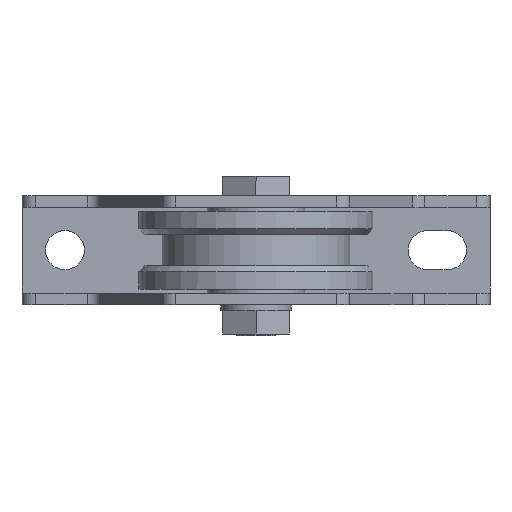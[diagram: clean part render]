
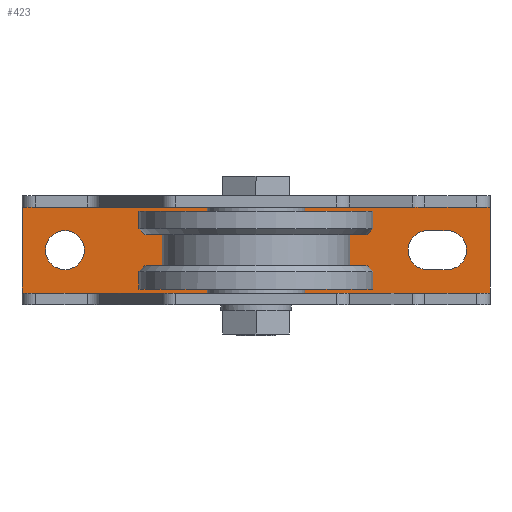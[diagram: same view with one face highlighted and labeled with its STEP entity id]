
A CAD part, front view. The second image highlights one B-rep face of the part: STEP entity #423.
In plain terms, the highlighted planar face has unit normal (0, -1, 0).
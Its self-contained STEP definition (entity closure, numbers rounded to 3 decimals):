
#64 = VERTEX_POINT ( 'NONE', #1023 ) ;
#70 = VERTEX_POINT ( 'NONE', #1014 ) ;
#72 = EDGE_CURVE ( 'NONE', #64, #70, #1013, .T. ) ;
#158 = ORIENTED_EDGE ( 'NONE', *, *, #486, .T. ) ;
#227 = VERTEX_POINT ( 'NONE', #1288 ) ;
#256 = EDGE_CURVE ( 'NONE', #227, #257, #1361, .T. ) ;
#257 = VERTEX_POINT ( 'NONE', #1356 ) ;
#293 = EDGE_CURVE ( 'NONE', #64, #294, #1417, .T. ) ;
#294 = VERTEX_POINT ( 'NONE', #1474 ) ;
#331 = VERTEX_POINT ( 'NONE', #1533 ) ;
#348 = EDGE_CURVE ( 'NONE', #70, #331, #1570, .T. ) ;
#405 = EDGE_LOOP ( 'NONE', ( #406, #407, #409, #410 ) ) ;
#406 = ORIENTED_EDGE ( 'NONE', *, *, #348, .T. ) ;
#407 = ORIENTED_EDGE ( 'NONE', *, *, #408, .F. ) ;
#408 = EDGE_CURVE ( 'NONE', #294, #331, #1634, .T. ) ;
#409 = ORIENTED_EDGE ( 'NONE', *, *, #293, .F. ) ;
#410 = ORIENTED_EDGE ( 'NONE', *, *, #72, .T. ) ;
#416 = ORIENTED_EDGE ( 'NONE', *, *, #417, .T. ) ;
#417 = EDGE_CURVE ( 'NONE', #419, #427, #1619, .T. ) ;
#418 = EDGE_LOOP ( 'NONE', ( #158, #487 ) ) ;
#419 = VERTEX_POINT ( 'NONE', #1614 ) ;
#420 = EDGE_CURVE ( 'NONE', #431, #419, #1613, .T. ) ;
#423 = ADVANCED_FACE ( 'NONE', ( #1609, #1608, #1607 ), #1672, .F. ) ;
#424 = EDGE_LOOP ( 'NONE', ( #425, #429, #432, #416 ) ) ;
#425 = ORIENTED_EDGE ( 'NONE', *, *, #426, .T. ) ;
#426 = EDGE_CURVE ( 'NONE', #427, #428, #1667, .T. ) ;
#427 = VERTEX_POINT ( 'NONE', #1663 ) ;
#428 = VERTEX_POINT ( 'NONE', #1662 ) ;
#429 = ORIENTED_EDGE ( 'NONE', *, *, #430, .T. ) ;
#430 = EDGE_CURVE ( 'NONE', #428, #431, #1661, .T. ) ;
#431 = VERTEX_POINT ( 'NONE', #1656 ) ;
#432 = ORIENTED_EDGE ( 'NONE', *, *, #420, .T. ) ;
#486 = EDGE_CURVE ( 'NONE', #257, #227, #1749, .T. ) ;
#487 = ORIENTED_EDGE ( 'NONE', *, *, #256, .T. ) ;
#1010 = DIRECTION ( 'NONE',  ( -1., 0., 0. ) ) ;
#1011 = VECTOR ( 'NONE', #1010, 1000. ) ;
#1012 = CARTESIAN_POINT ( 'NONE',  ( 60., 32., 11. ) ) ;
#1013 = LINE ( 'NONE', #1012, #1011 ) ;
#1014 = CARTESIAN_POINT ( 'NONE',  ( -60., 32., 11. ) ) ;
#1023 = CARTESIAN_POINT ( 'NONE',  ( 60., 32., 11. ) ) ;
#1288 = CARTESIAN_POINT ( 'NONE',  ( -49., 32., -5. ) ) ;
#1356 = CARTESIAN_POINT ( 'NONE',  ( -49., 32., 5. ) ) ;
#1357 = DIRECTION ( 'NONE',  ( 0., 0., 1. ) ) ;
#1358 = DIRECTION ( 'NONE',  ( 0., 1., 0. ) ) ;
#1359 = CARTESIAN_POINT ( 'NONE',  ( -49., 32., 0. ) ) ;
#1360 = AXIS2_PLACEMENT_3D ( 'NONE', #1359, #1358, #1357 ) ;
#1361 = CIRCLE ( 'NONE', #1360, 5. ) ;
#1416 = CARTESIAN_POINT ( 'NONE',  ( 60., 32., 11. ) ) ;
#1417 = LINE ( 'NONE', #1416, #1476 ) ;
#1474 = CARTESIAN_POINT ( 'NONE',  ( 60., 32., -11. ) ) ;
#1475 = DIRECTION ( 'NONE',  ( 0., 0., -1. ) ) ;
#1476 = VECTOR ( 'NONE', #1475, 1000. ) ;
#1533 = CARTESIAN_POINT ( 'NONE',  ( -60., 32., -11. ) ) ;
#1567 = DIRECTION ( 'NONE',  ( 0., 0., -1. ) ) ;
#1568 = VECTOR ( 'NONE', #1567, 1000. ) ;
#1569 = CARTESIAN_POINT ( 'NONE',  ( -60., 32., 11. ) ) ;
#1570 = LINE ( 'NONE', #1569, #1568 ) ;
#1607 = FACE_OUTER_BOUND ( 'NONE', #405, .T. ) ;
#1608 = FACE_BOUND ( 'NONE', #418, .T. ) ;
#1609 = FACE_BOUND ( 'NONE', #424, .T. ) ;
#1610 = DIRECTION ( 'NONE',  ( 1., 0., 0. ) ) ;
#1611 = VECTOR ( 'NONE', #1610, 1000. ) ;
#1612 = CARTESIAN_POINT ( 'NONE',  ( 44., 32., 5. ) ) ;
#1613 = LINE ( 'NONE', #1612, #1611 ) ;
#1614 = CARTESIAN_POINT ( 'NONE',  ( 49., 32., 5. ) ) ;
#1615 = DIRECTION ( 'NONE',  ( 0., 0., 1. ) ) ;
#1616 = DIRECTION ( 'NONE',  ( 0., 1., 0. ) ) ;
#1617 = CARTESIAN_POINT ( 'NONE',  ( 49., 32., 0. ) ) ;
#1618 = AXIS2_PLACEMENT_3D ( 'NONE', #1617, #1616, #1615 ) ;
#1619 = CIRCLE ( 'NONE', #1618, 5. ) ;
#1627 = DIRECTION ( 'NONE',  ( -1., 0., 0. ) ) ;
#1628 = VECTOR ( 'NONE', #1627, 1000. ) ;
#1629 = CARTESIAN_POINT ( 'NONE',  ( 60., 32., -11. ) ) ;
#1634 = LINE ( 'NONE', #1629, #1628 ) ;
#1656 = CARTESIAN_POINT ( 'NONE',  ( 44., 32., 5. ) ) ;
#1657 = DIRECTION ( 'NONE',  ( 0., 0., 1. ) ) ;
#1658 = DIRECTION ( 'NONE',  ( 0., 1., 0. ) ) ;
#1659 = CARTESIAN_POINT ( 'NONE',  ( 44., 32., 0. ) ) ;
#1660 = AXIS2_PLACEMENT_3D ( 'NONE', #1659, #1658, #1657 ) ;
#1661 = CIRCLE ( 'NONE', #1660, 5. ) ;
#1662 = CARTESIAN_POINT ( 'NONE',  ( 44., 32., -5. ) ) ;
#1663 = CARTESIAN_POINT ( 'NONE',  ( 49., 32., -5. ) ) ;
#1664 = DIRECTION ( 'NONE',  ( -1., 0., 0. ) ) ;
#1665 = VECTOR ( 'NONE', #1664, 1000. ) ;
#1666 = CARTESIAN_POINT ( 'NONE',  ( 44., 32., -5. ) ) ;
#1667 = LINE ( 'NONE', #1666, #1665 ) ;
#1668 = DIRECTION ( 'NONE',  ( 0., 0., 1. ) ) ;
#1669 = DIRECTION ( 'NONE',  ( 0., 1., 0. ) ) ;
#1670 = CARTESIAN_POINT ( 'NONE',  ( 60., 32., 11. ) ) ;
#1671 = AXIS2_PLACEMENT_3D ( 'NONE', #1670, #1669, #1668 ) ;
#1672 = PLANE ( 'NONE',  #1671 ) ;
#1745 = DIRECTION ( 'NONE',  ( 0., 0., 1. ) ) ;
#1746 = DIRECTION ( 'NONE',  ( 0., 1., 0. ) ) ;
#1747 = CARTESIAN_POINT ( 'NONE',  ( -49., 32., 0. ) ) ;
#1748 = AXIS2_PLACEMENT_3D ( 'NONE', #1747, #1746, #1745 ) ;
#1749 = CIRCLE ( 'NONE', #1748, 5. ) ;
